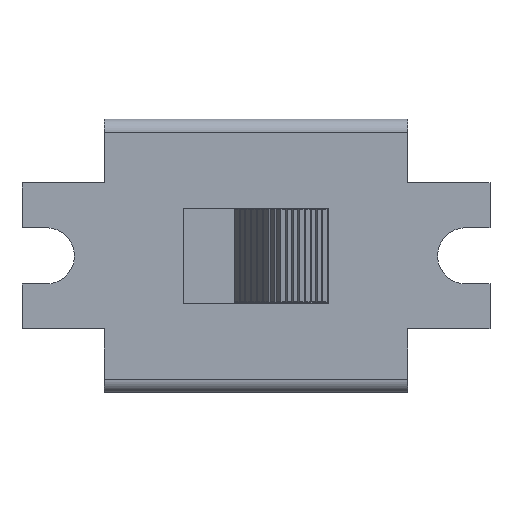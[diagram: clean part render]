
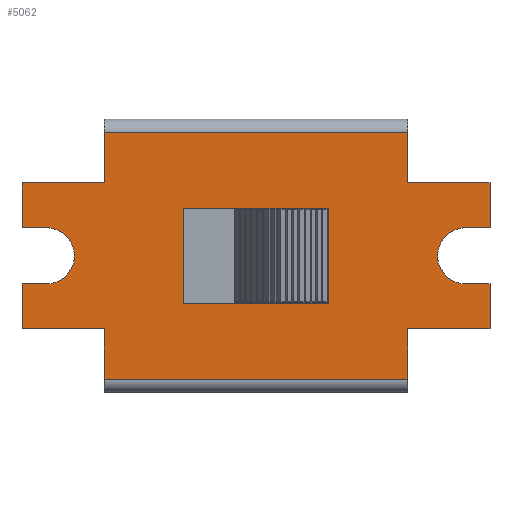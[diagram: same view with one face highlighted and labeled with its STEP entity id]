
A CAD part, top view. The second image highlights one B-rep face of the part: STEP entity #5062.
In plain terms, the highlighted planar face has unit normal (0, 0, 1).
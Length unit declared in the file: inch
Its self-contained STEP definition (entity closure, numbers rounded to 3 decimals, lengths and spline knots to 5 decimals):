
#47=CIRCLE('',#5374,0.04626);
#48=CIRCLE('',#5375,0.04626);
#229=FACE_BOUND('',#642,.T.);
#376=FACE_OUTER_BOUND('',#641,.T.);
#641=EDGE_LOOP('',(#4035,#4036,#4037,#4038,#4039,#4040,#4041,#4042,#4043,
#4044,#4045,#4046,#4047,#4048,#4049,#4050,#4051,#4052,#4053,#4054));
#642=EDGE_LOOP('',(#4055,#4056,#4057,#4058));
#1069=LINE('',#8592,#1657);
#1096=LINE('',#8652,#1684);
#1101=LINE('',#8662,#1689);
#1102=LINE('',#8665,#1690);
#1103=LINE('',#8667,#1691);
#1104=LINE('',#8669,#1692);
#1105=LINE('',#8673,#1693);
#1106=LINE('',#8675,#1694);
#1107=LINE('',#8677,#1695);
#1108=LINE('',#8679,#1696);
#1109=LINE('',#8681,#1697);
#1110=LINE('',#8683,#1698);
#1111=LINE('',#8685,#1699);
#1112=LINE('',#8687,#1700);
#1113=LINE('',#8689,#1701);
#1114=LINE('',#8693,#1702);
#1115=LINE('',#8695,#1703);
#1116=LINE('',#8696,#1704);
#1117=LINE('',#8699,#1705);
#1118=LINE('',#8701,#1706);
#1119=LINE('',#8703,#1707);
#1120=LINE('',#8704,#1708);
#1657=VECTOR('',#6136,0.3937);
#1684=VECTOR('',#6175,0.3937);
#1689=VECTOR('',#6184,0.3937);
#1690=VECTOR('',#6187,0.3937);
#1691=VECTOR('',#6188,0.3937);
#1692=VECTOR('',#6189,0.3937);
#1693=VECTOR('',#6192,0.3937);
#1694=VECTOR('',#6193,0.3937);
#1695=VECTOR('',#6194,0.3937);
#1696=VECTOR('',#6195,0.3937);
#1697=VECTOR('',#6196,0.3937);
#1698=VECTOR('',#6197,0.3937);
#1699=VECTOR('',#6198,0.3937);
#1700=VECTOR('',#6199,0.3937);
#1701=VECTOR('',#6200,0.3937);
#1702=VECTOR('',#6203,0.3937);
#1703=VECTOR('',#6204,0.3937);
#1704=VECTOR('',#6205,0.3937);
#1705=VECTOR('',#6206,0.3937);
#1706=VECTOR('',#6207,0.3937);
#1707=VECTOR('',#6208,0.3937);
#1708=VECTOR('',#6209,0.3937);
#2244=VERTEX_POINT('',#8589);
#2245=VERTEX_POINT('',#8591);
#2271=VERTEX_POINT('',#8649);
#2272=VERTEX_POINT('',#8651);
#2276=VERTEX_POINT('',#8664);
#2277=VERTEX_POINT('',#8666);
#2278=VERTEX_POINT('',#8668);
#2279=VERTEX_POINT('',#8670);
#2280=VERTEX_POINT('',#8672);
#2281=VERTEX_POINT('',#8674);
#2282=VERTEX_POINT('',#8676);
#2283=VERTEX_POINT('',#8678);
#2284=VERTEX_POINT('',#8680);
#2285=VERTEX_POINT('',#8682);
#2286=VERTEX_POINT('',#8684);
#2287=VERTEX_POINT('',#8686);
#2288=VERTEX_POINT('',#8688);
#2289=VERTEX_POINT('',#8690);
#2290=VERTEX_POINT('',#8692);
#2291=VERTEX_POINT('',#8694);
#2292=VERTEX_POINT('',#8697);
#2293=VERTEX_POINT('',#8698);
#2294=VERTEX_POINT('',#8700);
#2295=VERTEX_POINT('',#8702);
#2873=EDGE_CURVE('',#2244,#2245,#1069,.T.);
#2903=EDGE_CURVE('',#2271,#2272,#1096,.T.);
#2909=EDGE_CURVE('',#2272,#2244,#1101,.T.);
#2910=EDGE_CURVE('',#2276,#2271,#1102,.T.);
#2911=EDGE_CURVE('',#2277,#2276,#1103,.T.);
#2912=EDGE_CURVE('',#2278,#2277,#1104,.T.);
#2913=EDGE_CURVE('',#2279,#2278,#47,.T.);
#2914=EDGE_CURVE('',#2280,#2279,#1105,.T.);
#2915=EDGE_CURVE('',#2281,#2280,#1106,.T.);
#2916=EDGE_CURVE('',#2282,#2281,#1107,.T.);
#2917=EDGE_CURVE('',#2283,#2282,#1108,.T.);
#2918=EDGE_CURVE('',#2284,#2283,#1109,.T.);
#2919=EDGE_CURVE('',#2285,#2284,#1110,.T.);
#2920=EDGE_CURVE('',#2286,#2285,#1111,.T.);
#2921=EDGE_CURVE('',#2287,#2286,#1112,.T.);
#2922=EDGE_CURVE('',#2288,#2287,#1113,.T.);
#2923=EDGE_CURVE('',#2289,#2288,#48,.T.);
#2924=EDGE_CURVE('',#2290,#2289,#1114,.T.);
#2925=EDGE_CURVE('',#2291,#2290,#1115,.T.);
#2926=EDGE_CURVE('',#2245,#2291,#1116,.T.);
#2927=EDGE_CURVE('',#2292,#2293,#1117,.T.);
#2928=EDGE_CURVE('',#2293,#2294,#1118,.T.);
#2929=EDGE_CURVE('',#2294,#2295,#1119,.T.);
#2930=EDGE_CURVE('',#2295,#2292,#1120,.T.);
#4035=ORIENTED_EDGE('',*,*,#2909,.F.);
#4036=ORIENTED_EDGE('',*,*,#2903,.F.);
#4037=ORIENTED_EDGE('',*,*,#2910,.F.);
#4038=ORIENTED_EDGE('',*,*,#2911,.F.);
#4039=ORIENTED_EDGE('',*,*,#2912,.F.);
#4040=ORIENTED_EDGE('',*,*,#2913,.F.);
#4041=ORIENTED_EDGE('',*,*,#2914,.F.);
#4042=ORIENTED_EDGE('',*,*,#2915,.F.);
#4043=ORIENTED_EDGE('',*,*,#2916,.F.);
#4044=ORIENTED_EDGE('',*,*,#2917,.F.);
#4045=ORIENTED_EDGE('',*,*,#2918,.F.);
#4046=ORIENTED_EDGE('',*,*,#2919,.F.);
#4047=ORIENTED_EDGE('',*,*,#2920,.F.);
#4048=ORIENTED_EDGE('',*,*,#2921,.F.);
#4049=ORIENTED_EDGE('',*,*,#2922,.F.);
#4050=ORIENTED_EDGE('',*,*,#2923,.F.);
#4051=ORIENTED_EDGE('',*,*,#2924,.F.);
#4052=ORIENTED_EDGE('',*,*,#2925,.F.);
#4053=ORIENTED_EDGE('',*,*,#2926,.F.);
#4054=ORIENTED_EDGE('',*,*,#2873,.F.);
#4055=ORIENTED_EDGE('',*,*,#2927,.T.);
#4056=ORIENTED_EDGE('',*,*,#2928,.T.);
#4057=ORIENTED_EDGE('',*,*,#2929,.T.);
#4058=ORIENTED_EDGE('',*,*,#2930,.T.);
#4812=PLANE('',#5373);
#5062=ADVANCED_FACE('',(#376,#229),#4812,.T.);
#5373=AXIS2_PLACEMENT_3D('',#8663,#6185,#6186);
#5374=AXIS2_PLACEMENT_3D('',#8671,#6190,#6191);
#5375=AXIS2_PLACEMENT_3D('',#8691,#6201,#6202);
#6136=DIRECTION('',(0.,-1.,0.));
#6175=DIRECTION('',(0.,1.,0.));
#6184=DIRECTION('',(1.,0.,0.));
#6185=DIRECTION('center_axis',(0.,0.,
1.));
#6186=DIRECTION('ref_axis',(1.,0.,0.));
#6187=DIRECTION('',(1.,0.,0.));
#6188=DIRECTION('',(0.,1.,0.));
#6189=DIRECTION('',(-1.,0.,0.));
#6190=DIRECTION('center_axis',(0.,0.,
1.));
#6191=DIRECTION('ref_axis',(0.,-1.,0.));
#6192=DIRECTION('',(1.,0.,0.));
#6193=DIRECTION('',(0.,1.,0.));
#6194=DIRECTION('',(-1.,0.,0.));
#6195=DIRECTION('',(0.,1.,0.));
#6196=DIRECTION('',(-1.,0.,0.));
#6197=DIRECTION('',(0.,-1.,0.));
#6198=DIRECTION('',(-1.,0.,0.));
#6199=DIRECTION('',(0.,-1.,0.));
#6200=DIRECTION('',(1.,0.,0.));
#6201=DIRECTION('center_axis',(0.,0.,
1.));
#6202=DIRECTION('ref_axis',(0.,1.,0.));
#6203=DIRECTION('',(-1.,0.,0.));
#6204=DIRECTION('',(0.,-1.,0.));
#6205=DIRECTION('',(1.,0.,0.));
#6206=DIRECTION('',(0.,-1.,0.));
#6207=DIRECTION('',(-1.,0.,0.));
#6208=DIRECTION('',(0.,1.,0.));
#6209=DIRECTION('',(1.,0.,0.));
#8589=CARTESIAN_POINT('',(0.25,0.20295,0.3));
#8591=CARTESIAN_POINT('',(0.25,0.12008,0.3));
#8592=CARTESIAN_POINT('',(0.25,0.225,0.3));
#8649=CARTESIAN_POINT('',(-0.25,0.12008,0.3));
#8651=CARTESIAN_POINT('',(-0.25,0.20295,0.3));
#8652=CARTESIAN_POINT('',(-0.25,0.12008,0.3));
#8662=CARTESIAN_POINT('',(-0.125,0.20295,0.3));
#8663=CARTESIAN_POINT('Origin',(0.,0.,
0.3));
#8664=CARTESIAN_POINT('',(-0.38504,0.12008,0.3));
#8665=CARTESIAN_POINT('',(-0.38504,0.12008,0.3));
#8666=CARTESIAN_POINT('',(-0.38504,0.04626,0.3));
#8667=CARTESIAN_POINT('',(-0.38504,0.04626,0.3));
#8668=CARTESIAN_POINT('',(-0.34508,0.04626,0.3));
#8669=CARTESIAN_POINT('',(-0.34508,0.04626,0.3));
#8670=CARTESIAN_POINT('',(-0.34508,-0.04626,0.3));
#8671=CARTESIAN_POINT('Origin',(-0.34508,0.,
0.3));
#8672=CARTESIAN_POINT('',(-0.38504,-0.04626,0.3));
#8673=CARTESIAN_POINT('',(-0.38504,-0.04626,0.3));
#8674=CARTESIAN_POINT('',(-0.38504,-0.12008,0.3));
#8675=CARTESIAN_POINT('',(-0.38504,-0.12008,0.3));
#8676=CARTESIAN_POINT('',(-0.25,-0.12008,0.3));
#8677=CARTESIAN_POINT('',(-0.25,-0.12008,0.3));
#8678=CARTESIAN_POINT('',(-0.25,-0.20295,0.3));
#8679=CARTESIAN_POINT('',(-0.25,-0.225,0.3));
#8680=CARTESIAN_POINT('',(0.25,-0.20295,0.3));
#8681=CARTESIAN_POINT('',(0.125,-0.20295,0.3));
#8682=CARTESIAN_POINT('',(0.25,-0.12008,0.3));
#8683=CARTESIAN_POINT('',(0.25,-0.12008,0.3));
#8684=CARTESIAN_POINT('',(0.38504,-0.12008,0.3));
#8685=CARTESIAN_POINT('',(0.38504,-0.12008,0.3));
#8686=CARTESIAN_POINT('',(0.38504,-0.04626,0.3));
#8687=CARTESIAN_POINT('',(0.38504,-0.04626,0.3));
#8688=CARTESIAN_POINT('',(0.34508,-0.04626,0.3));
#8689=CARTESIAN_POINT('',(0.34508,-0.04626,0.3));
#8690=CARTESIAN_POINT('',(0.34508,0.04626,0.3));
#8691=CARTESIAN_POINT('Origin',(0.34508,0.,0.3));
#8692=CARTESIAN_POINT('',(0.38504,0.04626,0.3));
#8693=CARTESIAN_POINT('',(0.38504,0.04626,0.3));
#8694=CARTESIAN_POINT('',(0.38504,0.12008,0.3));
#8695=CARTESIAN_POINT('',(0.38504,0.12008,0.3));
#8696=CARTESIAN_POINT('',(0.25,0.12008,0.3));
#8697=CARTESIAN_POINT('',(0.12008,0.07874,0.3));
#8698=CARTESIAN_POINT('',(0.12008,-0.07874,0.3));
#8699=CARTESIAN_POINT('',(0.12008,0.03937,0.3));
#8700=CARTESIAN_POINT('',(-0.12008,-0.07874,0.3));
#8701=CARTESIAN_POINT('',(0.06004,-0.07874,0.3));
#8702=CARTESIAN_POINT('',(-0.12008,0.07874,0.3));
#8703=CARTESIAN_POINT('',(-0.12008,-0.03937,0.3));
#8704=CARTESIAN_POINT('',(-0.06004,0.07874,0.3));
